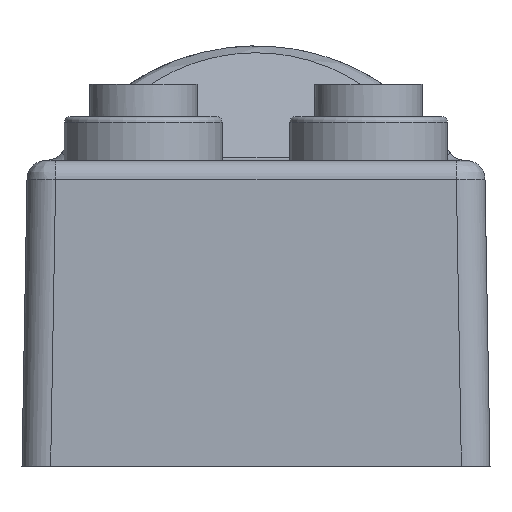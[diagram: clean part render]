
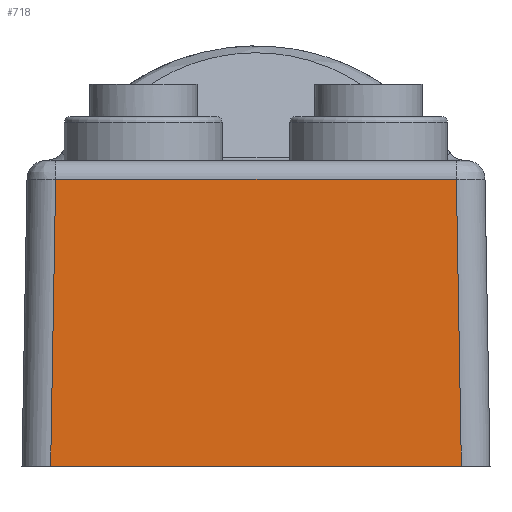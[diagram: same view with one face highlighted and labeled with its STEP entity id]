
A CAD part, front view. The second image highlights one B-rep face of the part: STEP entity #718.
In plain terms, the highlighted planar face has unit normal (0, -1, 0.018).
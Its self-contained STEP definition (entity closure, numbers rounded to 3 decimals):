
#290=FACE_OUTER_BOUND('',#1505,.T.);
#430=LINE('',#5491,#536);
#484=LINE('',#6404,#590);
#485=LINE('',#6406,#591);
#486=LINE('',#6408,#592);
#536=VECTOR('',#4332,1.);
#590=VECTOR('',#4652,1.);
#591=VECTOR('',#4653,1.);
#592=VECTOR('',#4654,1.);
#718=ADVANCED_FACE('',(#290),#951,.F.);
#951=PLANE('',#3865);
#1505=EDGE_LOOP('',(#2153,#2154,#2155,#2156));
#2153=ORIENTED_EDGE('',*,*,#3221,.T.);
#2154=ORIENTED_EDGE('',*,*,#3222,.T.);
#2155=ORIENTED_EDGE('',*,*,#3223,.T.);
#2156=ORIENTED_EDGE('',*,*,#3062,.F.);
#2732=VERTEX_POINT('',#5490);
#2733=VERTEX_POINT('',#5492);
#2847=VERTEX_POINT('',#6405);
#2848=VERTEX_POINT('',#6407);
#3062=EDGE_CURVE('',#2732,#2733,#430,.T.);
#3221=EDGE_CURVE('',#2732,#2847,#484,.T.);
#3222=EDGE_CURVE('',#2847,#2848,#485,.T.);
#3223=EDGE_CURVE('',#2848,#2733,#486,.T.);
#3865=AXIS2_PLACEMENT_3D('',#6409,#4655,#4656);
#4332=DIRECTION('',(-1.,0.,0.));
#4652=DIRECTION('',(-0.017,0.017,1.));
#4653=DIRECTION('',(-1.,0.,0.));
#4654=DIRECTION('',(-0.017,-0.017,-1.));
#4655=DIRECTION('',(0.,1.,-0.017));
#4656=DIRECTION('',(0.,0.017,1.));
#5490=CARTESIAN_POINT('',(81.957,-9.632,-5.681));
#5491=CARTESIAN_POINT('',(83.203,-9.632,-5.681));
#5492=CARTESIAN_POINT('',(60.45,-9.632,-5.681));
#6404=CARTESIAN_POINT('',(81.711,-9.386,8.392));
#6405=CARTESIAN_POINT('',(81.694,-9.37,9.337));
#6406=CARTESIAN_POINT('',(71.203,-9.37,9.337));
#6407=CARTESIAN_POINT('',(60.712,-9.37,9.337));
#6408=CARTESIAN_POINT('',(60.696,-9.386,8.392));
#6409=CARTESIAN_POINT('',(71.203,-9.389,8.208));
